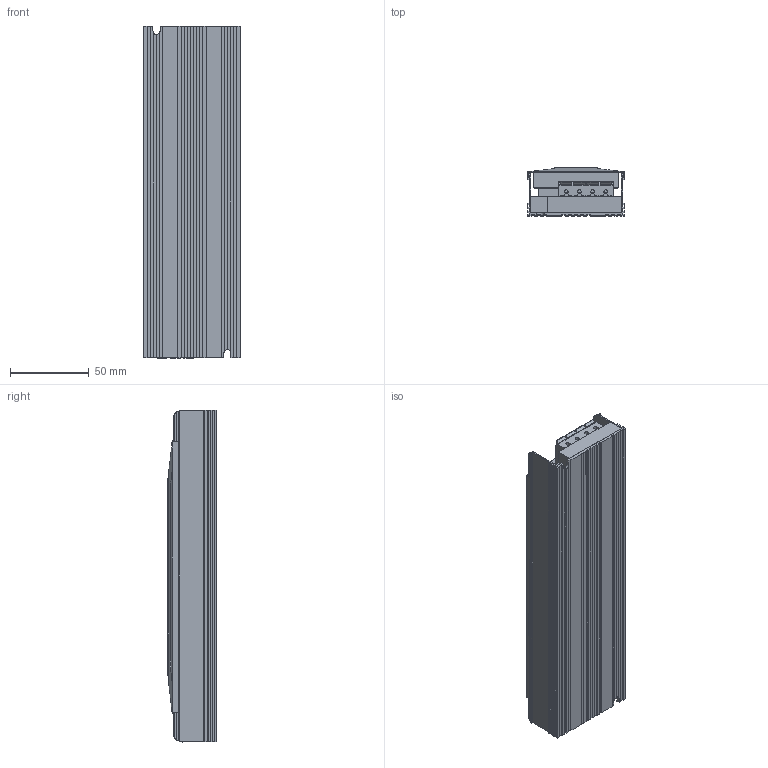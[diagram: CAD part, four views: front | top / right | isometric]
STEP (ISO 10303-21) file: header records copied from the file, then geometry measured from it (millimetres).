
FILE_DESCRIPTION (( 'STEP AP214' ), '1' );
FILE_NAME ('CDKL-G-300总装.STEP', '2025-04-29T04:52:32', ( '万丰电脑' ), ( '电话：0577-62733550' ), 'SwSTEP 2.0', 'SolidWorks 2020', '' );
FILE_SCHEMA (( 'AUTOMOTIVE_DESIGN' ));
Length unit declared in the file: millimetre
Products named in the file (6): CDKL-G-3弇傷赽; 蝶結jiao; CDKL-G-300裔2; CDKL-G-4弇傷赽; CDKL-G-300軞蚾; CDKL-G-300菁釱
Assembly tree (6 placements, depth 2):
  CDKL-G-300軞蚾
    CDKL-G-300菁釱
    CDKL-G-300裔2
    CDKL-G-3弇傷赽
    CDKL-G-4弇傷赽
    蝶結jiao  x2
Bounding box: 61.52 x 30.5 x 210.6 mm (x, y, z)
Volume: 55842.6 mm3; surface area: 92900.5 mm2
Topology: 6 solids, 6 shells, 531 faces, 1434 edges, 936 vertices
Faces by surface type: plane 478, cylinder 49, cone 4
Entity records: 21339 total; most frequent: CARTESIAN_POINT 2890, ORIENTED_EDGE 2796, DIRECTION 2542, EDGE_CURVE 1398, VECTOR 1270, LINE 1270, VERTEX_POINT 912, AXIS2_PLACEMENT_3D 636
